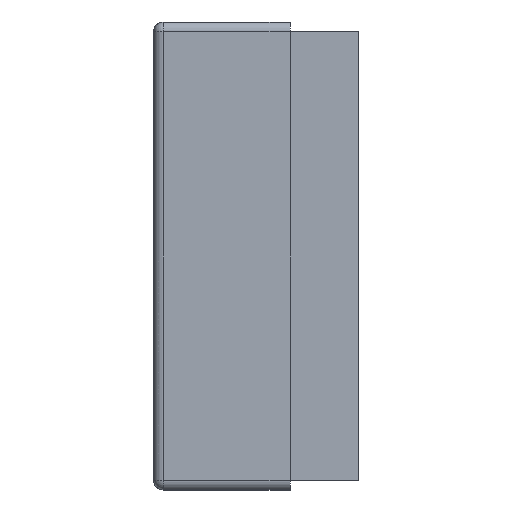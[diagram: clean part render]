
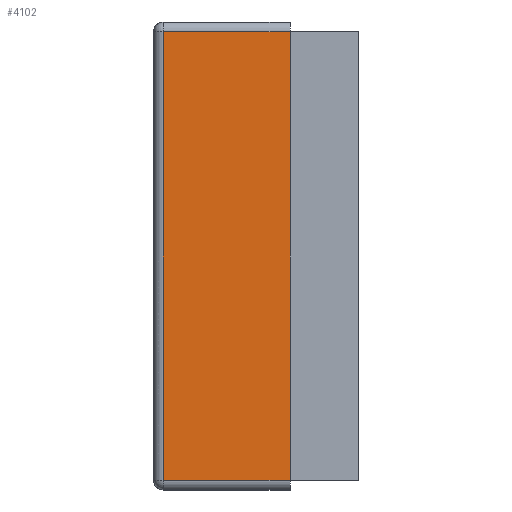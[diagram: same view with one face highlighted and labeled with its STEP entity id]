
A CAD part, left-side view. The second image highlights one B-rep face of the part: STEP entity #4102.
In plain terms, the highlighted planar face has unit normal (-1, 0, 0).
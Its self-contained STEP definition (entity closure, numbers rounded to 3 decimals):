
#4 = PLANE ( 'NONE',  #4238 ) ;
#313 = VECTOR ( 'NONE', #3901, 1000. ) ;
#784 = DIRECTION ( 'NONE',  ( 1., 0., 0. ) ) ;
#840 = DIRECTION ( 'NONE',  ( 0., 0., -1. ) ) ;
#874 = VECTOR ( 'NONE', #1870, 1000. ) ;
#941 = EDGE_CURVE ( 'NONE', #3800, #1774, #1371, .T. ) ;
#1119 = VERTEX_POINT ( 'NONE', #4996 ) ;
#1329 = CARTESIAN_POINT ( 'NONE',  ( -2.2, 0.65, 1.15 ) ) ;
#1360 = LINE ( 'NONE', #5121, #313 ) ;
#1371 = LINE ( 'NONE', #4707, #3323 ) ;
#1774 = VERTEX_POINT ( 'NONE', #4444 ) ;
#1870 = DIRECTION ( 'NONE',  ( 0., -1., 0. ) ) ;
#2124 = EDGE_LOOP ( 'NONE', ( #2273, #4612, #3846, #3646 ) ) ;
#2273 = ORIENTED_EDGE ( 'NONE', *, *, #4466, .T. ) ;
#2707 = DIRECTION ( 'NONE',  ( 0., 0., 1. ) ) ;
#3323 = VECTOR ( 'NONE', #2707, 1000. ) ;
#3646 = ORIENTED_EDGE ( 'NONE', *, *, #4651, .T. ) ;
#3800 = VERTEX_POINT ( 'NONE', #3957 ) ;
#3846 = ORIENTED_EDGE ( 'NONE', *, *, #941, .T. ) ;
#3901 = DIRECTION ( 'NONE',  ( 0., 0., -1. ) ) ;
#3957 = CARTESIAN_POINT ( 'NONE',  ( -2.2, 0., -1.15 ) ) ;
#3973 = CARTESIAN_POINT ( 'NONE',  ( -2.2, 0.7, 1.2 ) ) ;
#4024 = CARTESIAN_POINT ( 'NONE',  ( -2.2, 0.7, 1.15 ) ) ;
#4046 = LINE ( 'NONE', #4619, #874 ) ;
#4102 = ADVANCED_FACE ( 'NONE', ( #4611 ), #4, .F. ) ;
#4166 = VERTEX_POINT ( 'NONE', #1329 ) ;
#4213 = EDGE_CURVE ( 'NONE', #1119, #3800, #4046, .T. ) ;
#4238 = AXIS2_PLACEMENT_3D ( 'NONE', #3973, #784, #840 ) ;
#4285 = LINE ( 'NONE', #4024, #4544 ) ;
#4434 = DIRECTION ( 'NONE',  ( 0., 1., 0. ) ) ;
#4444 = CARTESIAN_POINT ( 'NONE',  ( -2.2, 0., 1.15 ) ) ;
#4466 = EDGE_CURVE ( 'NONE', #4166, #1119, #1360, .T. ) ;
#4544 = VECTOR ( 'NONE', #4434, 1000. ) ;
#4611 = FACE_OUTER_BOUND ( 'NONE', #2124, .T. ) ;
#4612 = ORIENTED_EDGE ( 'NONE', *, *, #4213, .T. ) ;
#4619 = CARTESIAN_POINT ( 'NONE',  ( -2.2, 0.7, -1.15 ) ) ;
#4651 = EDGE_CURVE ( 'NONE', #1774, #4166, #4285, .T. ) ;
#4707 = CARTESIAN_POINT ( 'NONE',  ( -2.2, 0., 1.2 ) ) ;
#4996 = CARTESIAN_POINT ( 'NONE',  ( -2.2, 0.65, -1.15 ) ) ;
#5121 = CARTESIAN_POINT ( 'NONE',  ( -2.2, 0.65, 1.2 ) ) ;
